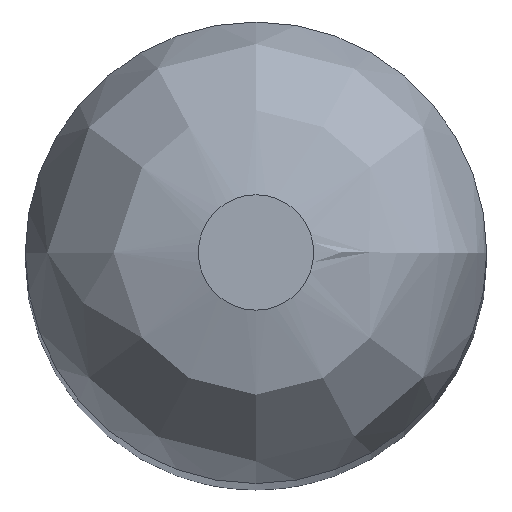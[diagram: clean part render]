
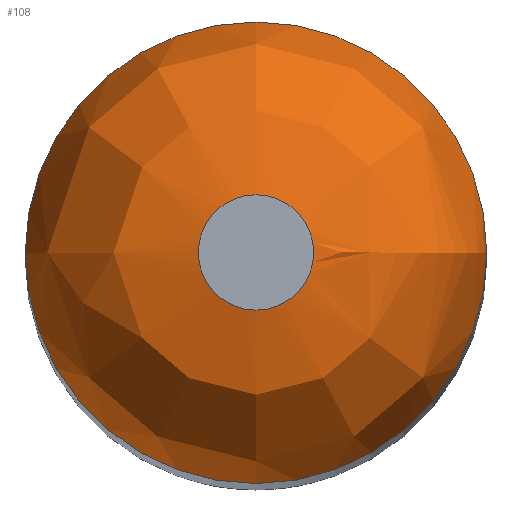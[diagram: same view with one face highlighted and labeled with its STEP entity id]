
A CAD part, top view. The second image highlights one B-rep face of the part: STEP entity #108.
In plain terms, the highlighted free-form (B-spline) face has degree [3, 3] with [4, 7] control points.
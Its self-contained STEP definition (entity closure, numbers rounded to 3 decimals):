
#95=(
BOUNDED_SURFACE()
B_SPLINE_SURFACE(3,3,((#361,#362,#363,#364,#365,#366,#367),(#368,#369,#370,
#371,#372,#373,#374),(#375,#376,#377,#378,#379,#380,#381),(#382,#383,#384,
#385,#386,#387,#388)),.UNSPECIFIED.,.F.,.T.,.F.)
B_SPLINE_SURFACE_WITH_KNOTS((4,4),(1,3,3,3,1),(0.,1.),(-0.5,0.,0.5,1.,1.5),
 .UNSPECIFIED.)
GEOMETRIC_REPRESENTATION_ITEM()
RATIONAL_B_SPLINE_SURFACE(((1.,0.333,0.333,1.,0.333,
0.333,1.),(0.805,0.268,0.268,
0.805,0.268,0.268,0.805),
(0.805,0.268,0.268,0.805,
0.268,0.268,0.805),(1.,0.333,
0.333,1.,0.333,0.333,1.)))
REPRESENTATION_ITEM('')
SURFACE()
);
#108=ADVANCED_FACE('',(#124,#125),#95,.T.);
#124=FACE_BOUND('',#139,.T.);
#125=FACE_BOUND('',#140,.T.);
#139=EDGE_LOOP('',(#155));
#140=EDGE_LOOP('',(#156));
#155=ORIENTED_EDGE('',*,*,#166,.F.);
#156=ORIENTED_EDGE('',*,*,#170,.F.);
#159=VERTEX_POINT('',#221);
#162=VERTEX_POINT('',#349);
#166=EDGE_CURVE('',#159,#159,#174,.T.);
#170=EDGE_CURVE('',#162,#162,#176,.T.);
#174=CIRCLE('',#181,4.);
#176=CIRCLE('',#184,1.);
#181=AXIS2_PLACEMENT_3D('',#220,#195,#196);
#184=AXIS2_PLACEMENT_3D('',#348,#201,#202);
#195=DIRECTION('',(0.,0.,-1.));
#196=DIRECTION('',(1.,0.,0.));
#201=DIRECTION('',(0.,0.,1.));
#202=DIRECTION('',(1.,0.,0.));
#220=CARTESIAN_POINT('',(0.,0.,67.));
#221=CARTESIAN_POINT('',(4.,0.,67.));
#348=CARTESIAN_POINT('',(0.,0.,70.));
#349=CARTESIAN_POINT('',(1.,0.,70.));
#361=CARTESIAN_POINT('',(1.,0.,70.));
#362=CARTESIAN_POINT('',(1.,2.,70.));
#363=CARTESIAN_POINT('',(-1.,2.,70.));
#364=CARTESIAN_POINT('',(-1.,0.,70.));
#365=CARTESIAN_POINT('',(-1.,-2.,70.));
#366=CARTESIAN_POINT('',(1.,-2.,70.));
#367=CARTESIAN_POINT('',(1.,0.,70.));
#368=CARTESIAN_POINT('',(2.757,0.,70.));
#369=CARTESIAN_POINT('',(2.757,5.515,70.));
#370=CARTESIAN_POINT('',(-2.757,5.515,70.));
#371=CARTESIAN_POINT('',(-2.757,0.,70.));
#372=CARTESIAN_POINT('',(-2.757,-5.515,70.));
#373=CARTESIAN_POINT('',(2.757,-5.515,70.));
#374=CARTESIAN_POINT('',(2.757,0.,70.));
#375=CARTESIAN_POINT('',(4.,0.,68.757));
#376=CARTESIAN_POINT('',(4.,8.,68.757));
#377=CARTESIAN_POINT('',(-4.,8.,68.757));
#378=CARTESIAN_POINT('',(-4.,0.,68.757));
#379=CARTESIAN_POINT('',(-4.,-8.,68.757));
#380=CARTESIAN_POINT('',(4.,-8.,68.757));
#381=CARTESIAN_POINT('',(4.,0.,68.757));
#382=CARTESIAN_POINT('',(4.,0.,67.));
#383=CARTESIAN_POINT('',(4.,8.,67.));
#384=CARTESIAN_POINT('',(-4.,8.,67.));
#385=CARTESIAN_POINT('',(-4.,0.,67.));
#386=CARTESIAN_POINT('',(-4.,-8.,67.));
#387=CARTESIAN_POINT('',(4.,-8.,67.));
#388=CARTESIAN_POINT('',(4.,0.,67.));
